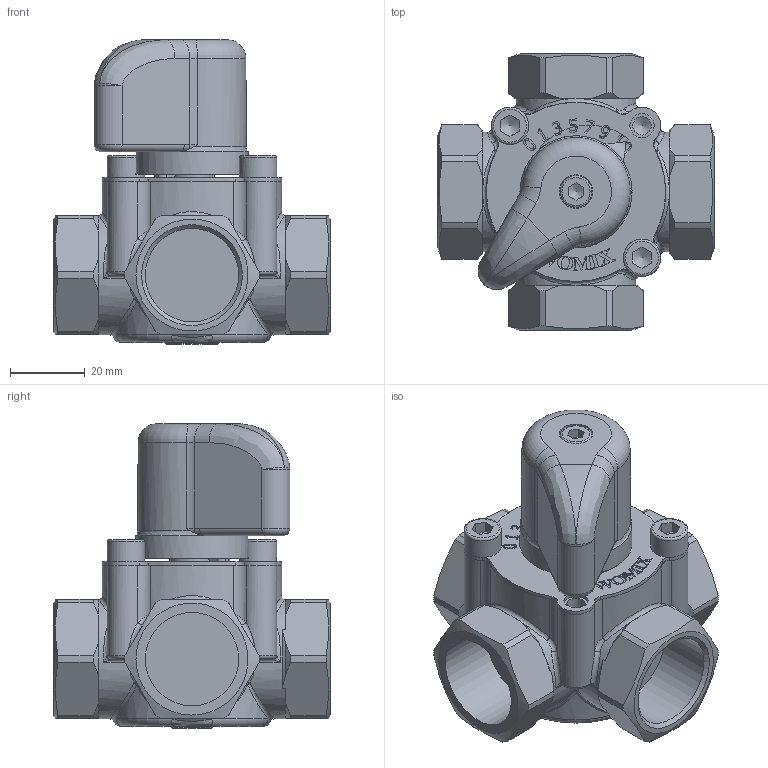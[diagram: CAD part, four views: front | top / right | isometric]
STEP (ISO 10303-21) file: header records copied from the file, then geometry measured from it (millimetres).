
FILE_DESCRIPTION(/* description */ (''),/* implementation_level */ '2;1');
FILE_NAME(/* name */ 'MIXM4-20.stp',/* time_stamp */ '2015-09-15T20:59:58+02:00',/* author */ ('ARTUR'),/* organization */ (''),/* preprocessor_version */ 'ST-DEVELOPER v15.6',/* originating_system */ 'Autodesk Inventor 2015',/* authorisation */ '');
FILE_SCHEMA (('CONFIG_CONTROL_DESIGN'));
Length unit declared in the file: centimetre
Products named in the file (1): MIXM4-20
Bounding box: 74 x 74 x 81.5 mm (x, y, z)
Volume: 122531.1 mm3; surface area: 34943 mm2
Topology: 1 solids, 1 shells, 717 faces, 1881 edges, 1183 vertices
Faces by surface type: plane 264, bspline 212, cylinder 130, cone 62, torus 40, sphere 9
Full cylindrical faces by diameter (mm): 4.917 x2, 6.5 x2, 8.5 x1, 9 x1, 10 x2, 12 x1, 25 x4, 32 x4
Entity records: 25981 total; most frequent: CARTESIAN_POINT 9268, ORIENTED_EDGE 3648, DIRECTION 2771, EDGE_CURVE 1824, VERTEX_POINT 1168, AXIS2_PLACEMENT_3D 974, LINE 823, VECTOR 823
